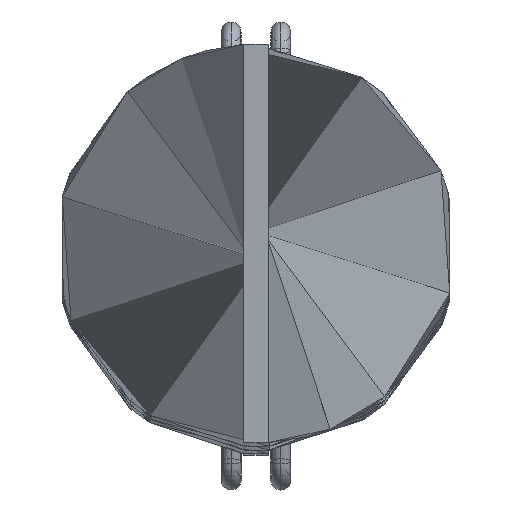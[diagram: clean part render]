
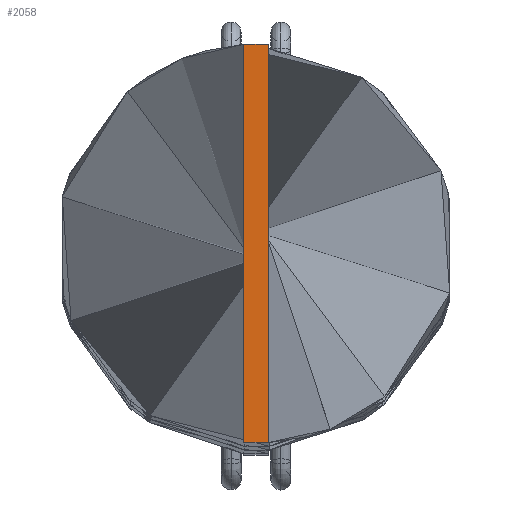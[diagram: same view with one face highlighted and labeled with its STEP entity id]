
A CAD part, top view. The second image highlights one B-rep face of the part: STEP entity #2058.
In plain terms, the highlighted planar face has unit normal (0, 0, 1).
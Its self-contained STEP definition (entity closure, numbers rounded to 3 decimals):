
#72 = ORIENTED_EDGE ( 'NONE', *, *, #2430, .T. ) ;
#331 = CARTESIAN_POINT ( 'NONE',  ( 0.5, 8., 300. ) ) ;
#467 = LINE ( 'NONE', #331, #1738 ) ;
#645 = CARTESIAN_POINT ( 'NONE',  ( 0.5, -8., 300. ) ) ;
#654 = LINE ( 'NONE', #2104, #756 ) ;
#680 = DIRECTION ( 'NONE',  ( 1., 0., 0. ) ) ;
#756 = VECTOR ( 'NONE', #3590, 1000. ) ;
#989 = VECTOR ( 'NONE', #680, 1000. ) ;
#1040 = CARTESIAN_POINT ( 'NONE',  ( 0.5, -8., 300. ) ) ;
#1305 = CARTESIAN_POINT ( 'NONE',  ( 0.5, 8., 300. ) ) ;
#1460 = DIRECTION ( 'NONE',  ( -1., 0., 0. ) ) ;
#1499 = ORIENTED_EDGE ( 'NONE', *, *, #4016, .T. ) ;
#1559 = EDGE_LOOP ( 'NONE', ( #3384, #72, #1499, #4004 ) ) ;
#1738 = VECTOR ( 'NONE', #1460, 1000. ) ;
#1998 = DIRECTION ( 'NONE',  ( 0., 0., 1. ) ) ;
#2044 = PLANE ( 'NONE',  #2192 ) ;
#2058 = ADVANCED_FACE ( 'NONE', ( #3065 ), #2044, .T. ) ;
#2104 = CARTESIAN_POINT ( 'NONE',  ( -0.5, 8., 300. ) ) ;
#2130 = VERTEX_POINT ( 'NONE', #645 ) ;
#2192 = AXIS2_PLACEMENT_3D ( 'NONE', #4578, #1998, #2745 ) ;
#2368 = LINE ( 'NONE', #3829, #989 ) ;
#2430 = EDGE_CURVE ( 'NONE', #3217, #3500, #654, .T. ) ;
#2745 = DIRECTION ( 'NONE',  ( 1., 0., 0. ) ) ;
#2839 = VERTEX_POINT ( 'NONE', #1305 ) ;
#3065 = FACE_OUTER_BOUND ( 'NONE', #1559, .T. ) ;
#3210 = LINE ( 'NONE', #1040, #3655 ) ;
#3217 = VERTEX_POINT ( 'NONE', #4532 ) ;
#3257 = DIRECTION ( 'NONE',  ( 0., 1., 0. ) ) ;
#3294 = CARTESIAN_POINT ( 'NONE',  ( -0.5, -8., 300. ) ) ;
#3384 = ORIENTED_EDGE ( 'NONE', *, *, #3593, .T. ) ;
#3500 = VERTEX_POINT ( 'NONE', #3294 ) ;
#3590 = DIRECTION ( 'NONE',  ( 0., -1., 0. ) ) ;
#3593 = EDGE_CURVE ( 'NONE', #2839, #3217, #467, .T. ) ;
#3655 = VECTOR ( 'NONE', #3257, 1000. ) ;
#3829 = CARTESIAN_POINT ( 'NONE',  ( -0.5, -8., 300. ) ) ;
#4004 = ORIENTED_EDGE ( 'NONE', *, *, #4075, .T. ) ;
#4016 = EDGE_CURVE ( 'NONE', #3500, #2130, #2368, .T. ) ;
#4075 = EDGE_CURVE ( 'NONE', #2130, #2839, #3210, .T. ) ;
#4532 = CARTESIAN_POINT ( 'NONE',  ( -0.5, 8., 300. ) ) ;
#4578 = CARTESIAN_POINT ( 'NONE',  ( 0., 0., 300. ) ) ;
